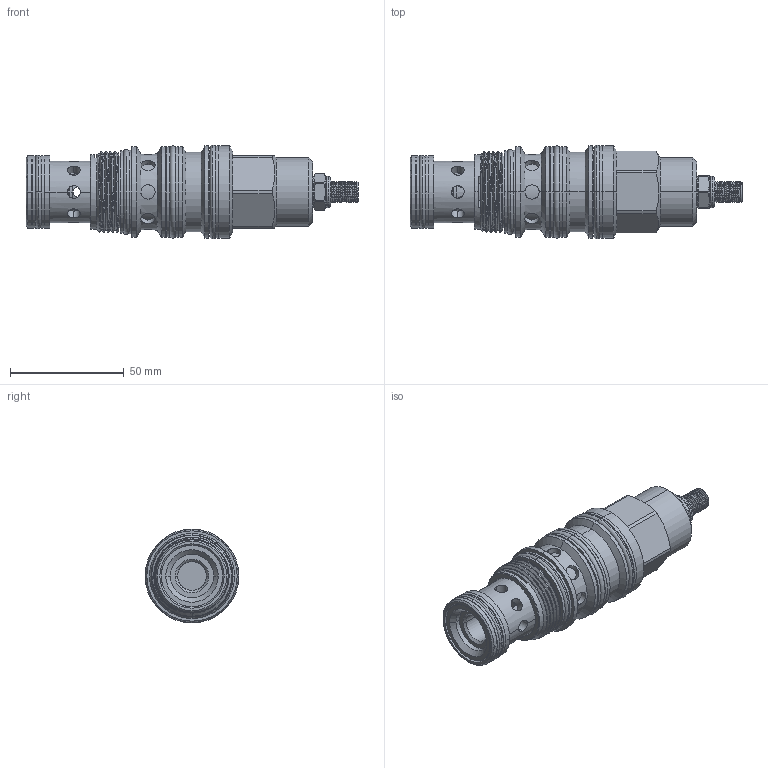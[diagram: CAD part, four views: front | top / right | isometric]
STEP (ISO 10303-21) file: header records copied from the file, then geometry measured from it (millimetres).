
FILE_DESCRIPTION (( 'STEP AP203' ), '1' );
FILE_NAME ('PW23A40(43)(45)-L.STEP', '2020-03-23T06:15:02', ( '' ), ( '' ), 'SwSTEP 2.0', 'SolidWorks 2018', '' );
FILE_SCHEMA (( 'CONFIG_CONTROL_DESIGN' ));
Length unit declared in the file: millimetre
Products named in the file (1): PW23A40(43)(45)-L
Bounding box: 145.72 x 41.18 x 41.18 mm (x, y, z)
Volume: 106791.1 mm3; surface area: 31312.8 mm2
Topology: 10 solids, 18 shells, 422 faces, 1053 edges, 650 vertices
Faces by surface type: cylinder 252, plane 89, cone 40, torus 34, bspline 7
Entity records: 20149 total; most frequent: CARTESIAN_POINT 10172, ORIENTED_EDGE 2102, DIRECTION 2053, EDGE_CURVE 1051, AXIS2_PLACEMENT_3D 859, VERTEX_POINT 650, EDGE_LOOP 495, CIRCLE 443
